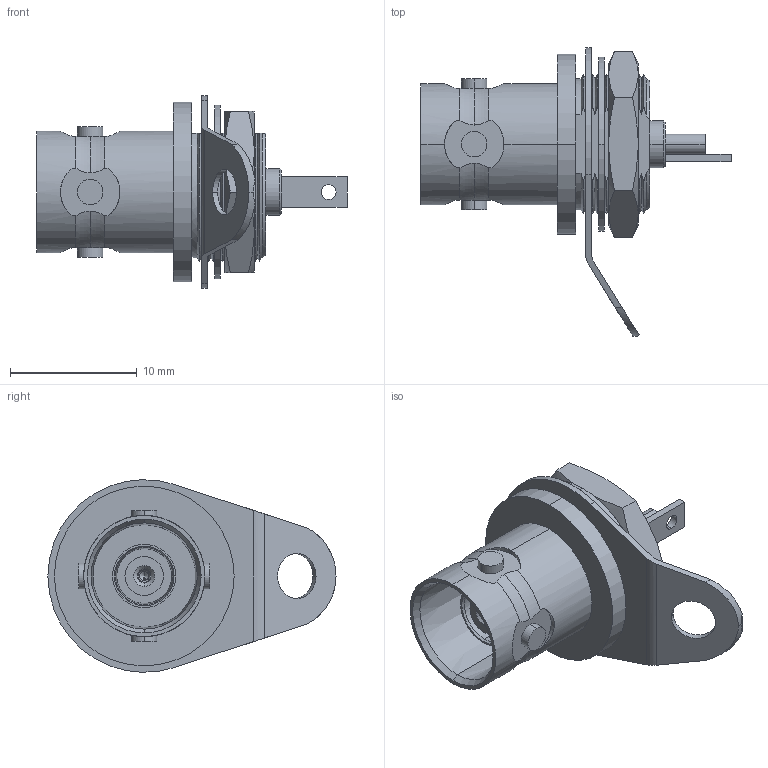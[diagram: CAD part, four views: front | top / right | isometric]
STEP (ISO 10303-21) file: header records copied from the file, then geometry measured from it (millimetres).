
FILE_DESCRIPTION (( 'STEP AP214' ), '1' );
FILE_NAME ('LCCN10-07593_3D.step', '2023-08-18T19:31:47', ( '' ), ( '' ), 'SwSTEP 2.0', 'SolidWorks 2022', '' );
FILE_SCHEMA (( 'AUTOMOTIVE_DESIGN' ));
Length unit declared in the file: millimetre
Products named in the file (5): Copy of 10-07593-MA3^LCCN10-07593; Copy of 10-07593-MA4^LCCN10-07593; Copy of 10-07593-MA1^LCCN10-07593; Copy of 10-07593-MA2^LCCN10-07593; LCCN10-07593_3D
Assembly tree (4 placements, depth 2):
  LCCN10-07593_3D
    Copy of 10-07593-MA1^LCCN10-07593
    Copy of 10-07593-MA2^LCCN10-07593
    Copy of 10-07593-MA3^LCCN10-07593
    Copy of 10-07593-MA4^LCCN10-07593
Bounding box: 24.49 x 22.73 x 15.19 mm (x, y, z)
Volume: 1278.2 mm3; surface area: 2413.9 mm2
Topology: 5 solids, 5 shells, 292 faces, 772 edges, 502 vertices
Faces by surface type: cylinder 100, cone 93, plane 90, torus 8, bspline 1
Entity records: 9612 total; most frequent: CARTESIAN_POINT 2142, DIRECTION 1541, ORIENTED_EDGE 1536, EDGE_CURVE 768, AXIS2_PLACEMENT_3D 599, VERTEX_POINT 502, VECTOR 343, LINE 343
